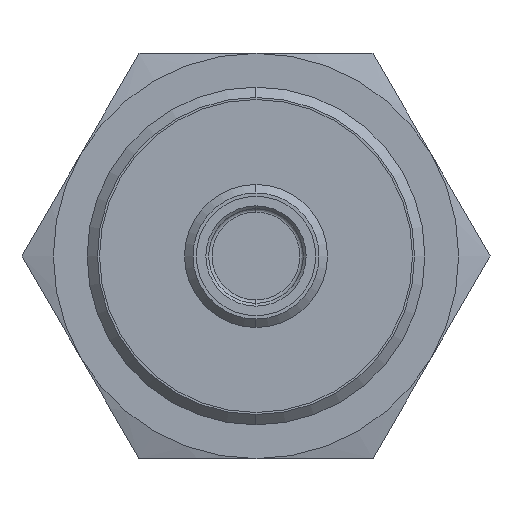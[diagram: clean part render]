
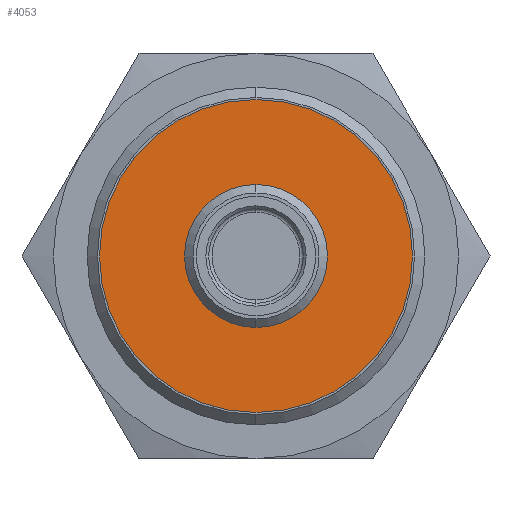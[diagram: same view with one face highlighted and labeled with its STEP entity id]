
A CAD part, left-side view. The second image highlights one B-rep face of the part: STEP entity #4053.
In plain terms, the highlighted planar face has unit normal (-1, 0, 0).
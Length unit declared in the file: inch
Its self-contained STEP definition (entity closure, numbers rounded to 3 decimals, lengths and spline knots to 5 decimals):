
#4 = DIRECTION ( 'NONE',  ( 1., 0., 0. ) ) ;
#35 = CIRCLE ( 'NONE', #338, 0.54724 ) ;
#84 = DIRECTION ( 'NONE',  ( 0., 0., -1. ) ) ;
#214 = VERTEX_POINT ( 'NONE', #924 ) ;
#338 = AXIS2_PLACEMENT_3D ( 'NONE', #1409, #3748, #4941 ) ;
#396 = CARTESIAN_POINT ( 'NONE',  ( 0.51181, 0., -0.20866 ) ) ;
#412 = EDGE_LOOP ( 'NONE', ( #2979, #3604 ) ) ;
#413 = ORIENTED_EDGE ( 'NONE', *, *, #3572, .F. ) ;
#494 = AXIS2_PLACEMENT_3D ( 'NONE', #2265, #1162, #750 ) ;
#646 = CARTESIAN_POINT ( 'NONE',  ( 0.51181, 0., 0.54724 ) ) ;
#740 = CIRCLE ( 'NONE', #4426, 0.20866 ) ;
#750 = DIRECTION ( 'NONE',  ( 0., 0., 1. ) ) ;
#770 = EDGE_CURVE ( 'NONE', #1890, #214, #2206, .T. ) ;
#924 = CARTESIAN_POINT ( 'NONE',  ( 0.51181, 0., -0.54724 ) ) ;
#1145 = CARTESIAN_POINT ( 'NONE',  ( 0.51181, 0., 0. ) ) ;
#1162 = DIRECTION ( 'NONE',  ( -1., 0., 0. ) ) ;
#1409 = CARTESIAN_POINT ( 'NONE',  ( 0.51181, 0., 0. ) ) ;
#1481 = VERTEX_POINT ( 'NONE', #396 ) ;
#1634 = ORIENTED_EDGE ( 'NONE', *, *, #770, .F. ) ;
#1648 = DIRECTION ( 'NONE',  ( 1., 0., 0. ) ) ;
#1742 = FACE_BOUND ( 'NONE', #412, .T. ) ;
#1890 = VERTEX_POINT ( 'NONE', #646 ) ;
#2112 = AXIS2_PLACEMENT_3D ( 'NONE', #2144, #3667, #4860 ) ;
#2115 = AXIS2_PLACEMENT_3D ( 'NONE', #3575, #1648, #84 ) ;
#2144 = CARTESIAN_POINT ( 'NONE',  ( 0.51181, 0., 0. ) ) ;
#2206 = CIRCLE ( 'NONE', #2115, 0.54724 ) ;
#2229 = EDGE_CURVE ( 'NONE', #1481, #3515, #2955, .T. ) ;
#2265 = CARTESIAN_POINT ( 'NONE',  ( 0.51181, 0.27362, 0. ) ) ;
#2678 = DIRECTION ( 'NONE',  ( 0., 0., -1. ) ) ;
#2955 = CIRCLE ( 'NONE', #2112, 0.20866 ) ;
#2979 = ORIENTED_EDGE ( 'NONE', *, *, #2229, .T. ) ;
#3039 = PLANE ( 'NONE',  #494 ) ;
#3062 = EDGE_CURVE ( 'NONE', #3515, #1481, #740, .T. ) ;
#3515 = VERTEX_POINT ( 'NONE', #4882 ) ;
#3572 = EDGE_CURVE ( 'NONE', #214, #1890, #35, .T. ) ;
#3575 = CARTESIAN_POINT ( 'NONE',  ( 0.51181, 0., 0. ) ) ;
#3604 = ORIENTED_EDGE ( 'NONE', *, *, #3062, .T. ) ;
#3667 = DIRECTION ( 'NONE',  ( 1., 0., 0. ) ) ;
#3748 = DIRECTION ( 'NONE',  ( 1., 0., 0. ) ) ;
#4053 = ADVANCED_FACE ( 'NONE', ( #1742, #4463 ), #3039, .T. ) ;
#4311 = EDGE_LOOP ( 'NONE', ( #413, #1634 ) ) ;
#4426 = AXIS2_PLACEMENT_3D ( 'NONE', #1145, #4, #2678 ) ;
#4463 = FACE_OUTER_BOUND ( 'NONE', #4311, .T. ) ;
#4860 = DIRECTION ( 'NONE',  ( 0., 0., -1. ) ) ;
#4882 = CARTESIAN_POINT ( 'NONE',  ( 0.51181, 0., 0.20866 ) ) ;
#4941 = DIRECTION ( 'NONE',  ( 0., 0., -1. ) ) ;
